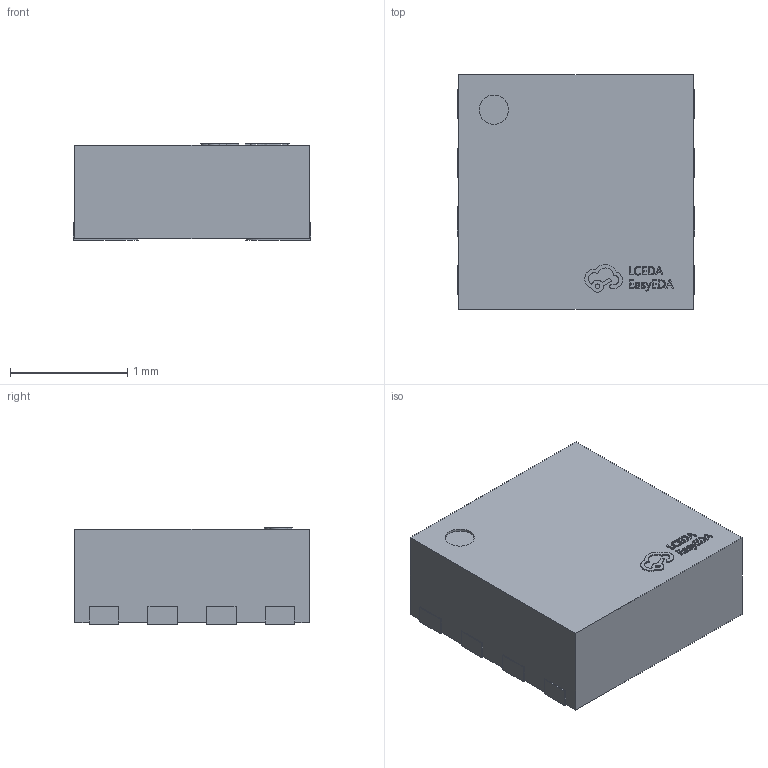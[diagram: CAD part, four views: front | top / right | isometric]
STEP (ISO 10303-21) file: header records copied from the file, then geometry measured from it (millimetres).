
FILE_DESCRIPTION (( 'STEP AP214' ), '1' );
FILE_NAME ('TDFN-8_L2.0-W2.0-H0.8-P0.50.step', '2022-06-30T13:54:31', ( '' ), ( '' ), 'SwSTEP 2.0', 'SolidWorks 2020', '' );
FILE_SCHEMA (( 'AUTOMOTIVE_DESIGN' ));
Length unit declared in the file: millimetre
Products named in the file (1): TDFN-8_L2.0-W2.0-H0.8-P0.50
Bounding box: 2.02 x 2 x 0.82 mm (x, y, z)
Volume: 3.2 mm3; surface area: 14.7 mm2
Topology: 1 solids, 1 shells, 344 faces, 945 edges, 630 vertices
Faces by surface type: plane 218, bspline 112, cylinder 14
Entity records: 14648 total; most frequent: CARTESIAN_POINT 4024, ORIENTED_EDGE 1890, DIRECTION 1211, EDGE_CURVE 945, VECTOR 689, LINE 689, VERTEX_POINT 630, EDGE_LOOP 371
